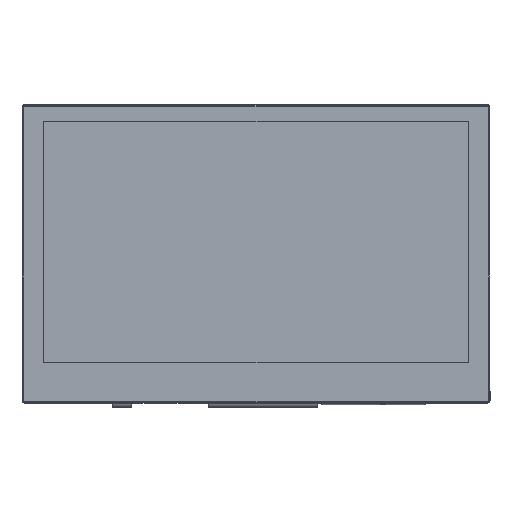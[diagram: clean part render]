
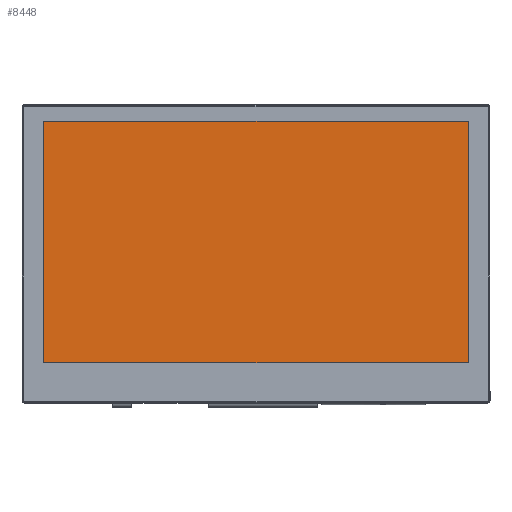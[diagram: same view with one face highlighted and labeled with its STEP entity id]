
A CAD part, top view. The second image highlights one B-rep face of the part: STEP entity #8448.
In plain terms, the highlighted planar face has unit normal (0, 0, 1).
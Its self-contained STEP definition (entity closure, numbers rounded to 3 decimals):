
#574=PLANE('',#9177);
#979=FACE_OUTER_BOUND('',#1414,.T.);
#1414=EDGE_LOOP('',(#7241,#7242,#7243,#7244));
#2255=LINE('',#13118,#3327);
#2259=LINE('',#13126,#3331);
#2262=LINE('',#13132,#3334);
#2265=LINE('',#13137,#3337);
#3327=VECTOR('',#10752,10.);
#3331=VECTOR('',#10758,10.);
#3334=VECTOR('',#10763,10.);
#3337=VECTOR('',#10768,10.);
#4223=VERTEX_POINT('',#13116);
#4224=VERTEX_POINT('',#13117);
#4227=VERTEX_POINT('',#13125);
#4229=VERTEX_POINT('',#13131);
#5273=EDGE_CURVE('',#4223,#4224,#2255,.T.);
#5277=EDGE_CURVE('',#4227,#4223,#2259,.T.);
#5280=EDGE_CURVE('',#4229,#4227,#2262,.T.);
#5283=EDGE_CURVE('',#4224,#4229,#2265,.T.);
#7241=ORIENTED_EDGE('',*,*,#5283,.F.);
#7242=ORIENTED_EDGE('',*,*,#5273,.F.);
#7243=ORIENTED_EDGE('',*,*,#5277,.F.);
#7244=ORIENTED_EDGE('',*,*,#5280,.F.);
#8448=ADVANCED_FACE('',(#979),#574,.T.);
#9177=AXIS2_PLACEMENT_3D('',#13140,#10772,#10773);
#10752=DIRECTION('',(0.,1.,0.));
#10758=DIRECTION('',(-1.,0.,0.));
#10763=DIRECTION('',(0.,-1.,0.));
#10768=DIRECTION('',(1.,0.,0.));
#10772=DIRECTION('center_axis',(0.,0.,1.));
#10773=DIRECTION('ref_axis',(1.,0.,0.));
#13116=CARTESIAN_POINT('',(-47.82,-27.23,1.1));
#13117=CARTESIAN_POINT('',(-47.82,27.23,1.1));
#13118=CARTESIAN_POINT('',(-47.82,-27.23,1.1));
#13125=CARTESIAN_POINT('',(47.82,-27.23,1.1));
#13126=CARTESIAN_POINT('',(47.82,-27.23,1.1));
#13131=CARTESIAN_POINT('',(47.82,27.23,1.1));
#13132=CARTESIAN_POINT('',(47.82,27.23,1.1));
#13137=CARTESIAN_POINT('',(-47.82,27.23,1.1));
#13140=CARTESIAN_POINT('Origin',(0.,0.,
1.1));
